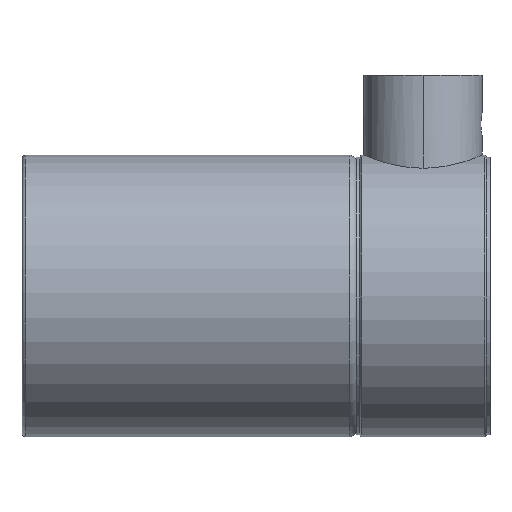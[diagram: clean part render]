
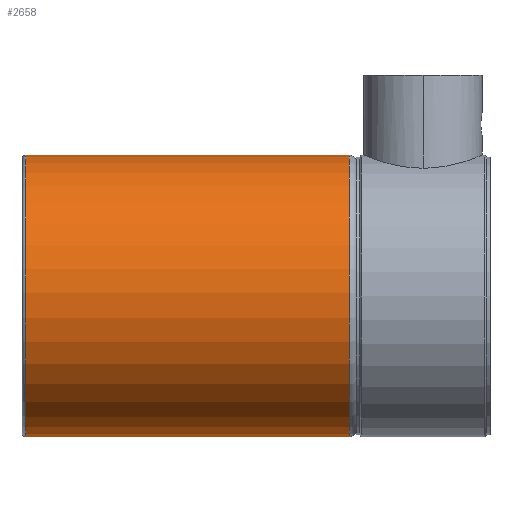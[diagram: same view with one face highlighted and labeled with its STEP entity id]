
A CAD part, left-side view. The second image highlights one B-rep face of the part: STEP entity #2658.
In plain terms, the highlighted cylindrical face has radius 35.75 mm (diameter 71.5 mm), a partial arc.
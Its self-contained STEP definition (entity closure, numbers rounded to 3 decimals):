
#11 = EDGE_CURVE ( 'NONE', #2687, #977, #2123, .T. ) ;
#136 = DIRECTION ( 'NONE',  ( 0., -1., 0. ) ) ;
#139 = CARTESIAN_POINT ( 'NONE',  ( 0., 100.774, -57.75 ) ) ;
#161 = EDGE_LOOP ( 'NONE', ( #2294, #982, #1934, #2179 ) ) ;
#357 = CARTESIAN_POINT ( 'NONE',  ( 0., 101.774, -57.75 ) ) ;
#394 = DIRECTION ( 'NONE',  ( -0.019, 0., -1. ) ) ;
#546 = VECTOR ( 'NONE', #2537, 1000. ) ;
#670 = DIRECTION ( 'NONE',  ( 0., 1., 0. ) ) ;
#709 = AXIS2_PLACEMENT_3D ( 'NONE', #139, #1408, #1904 ) ;
#724 = AXIS2_PLACEMENT_3D ( 'NONE', #357, #136, #394 ) ;
#977 = VERTEX_POINT ( 'NONE', #3054 ) ;
#982 = ORIENTED_EDGE ( 'NONE', *, *, #1756, .T. ) ;
#1094 = LINE ( 'NONE', #1263, #1484 ) ;
#1263 = CARTESIAN_POINT ( 'NONE',  ( -0.683, 101.774, -93.493 ) ) ;
#1408 = DIRECTION ( 'NONE',  ( 0., -1., 0. ) ) ;
#1435 = CARTESIAN_POINT ( 'NONE',  ( 0.683, 100.774, -22.007 ) ) ;
#1484 = VECTOR ( 'NONE', #2763, 1000. ) ;
#1756 = EDGE_CURVE ( 'NONE', #2687, #1849, #2704, .T. ) ;
#1849 = VERTEX_POINT ( 'NONE', #2009 ) ;
#1904 = DIRECTION ( 'NONE',  ( 0.019, 0., 1. ) ) ;
#1915 = CARTESIAN_POINT ( 'NONE',  ( -0.683, 18.767, -93.493 ) ) ;
#1934 = ORIENTED_EDGE ( 'NONE', *, *, #1967, .T. ) ;
#1967 = EDGE_CURVE ( 'NONE', #1849, #2134, #1094, .T. ) ;
#2009 = CARTESIAN_POINT ( 'NONE',  ( -0.683, 100.774, -93.493 ) ) ;
#2030 = CIRCLE ( 'NONE', #2415, 35.75 ) ;
#2123 = LINE ( 'NONE', #2273, #546 ) ;
#2134 = VERTEX_POINT ( 'NONE', #1915 ) ;
#2173 = CARTESIAN_POINT ( 'NONE',  ( 0., 18.767, -57.75 ) ) ;
#2179 = ORIENTED_EDGE ( 'NONE', *, *, #3103, .T. ) ;
#2273 = CARTESIAN_POINT ( 'NONE',  ( 0.683, 101.774, -22.007 ) ) ;
#2294 = ORIENTED_EDGE ( 'NONE', *, *, #11, .F. ) ;
#2386 = CYLINDRICAL_SURFACE ( 'NONE', #724, 35.75 ) ;
#2415 = AXIS2_PLACEMENT_3D ( 'NONE', #2173, #670, #3216 ) ;
#2537 = DIRECTION ( 'NONE',  ( 0., -1., 0. ) ) ;
#2658 = ADVANCED_FACE ( 'NONE', ( #3073 ), #2386, .T. ) ;
#2687 = VERTEX_POINT ( 'NONE', #1435 ) ;
#2704 = CIRCLE ( 'NONE', #709, 35.75 ) ;
#2763 = DIRECTION ( 'NONE',  ( 0., -1., 0. ) ) ;
#3054 = CARTESIAN_POINT ( 'NONE',  ( 0.683, 18.767, -22.007 ) ) ;
#3073 = FACE_OUTER_BOUND ( 'NONE', #161, .T. ) ;
#3103 = EDGE_CURVE ( 'NONE', #2134, #977, #2030, .T. ) ;
#3216 = DIRECTION ( 'NONE',  ( -0.019, 0., -1. ) ) ;
